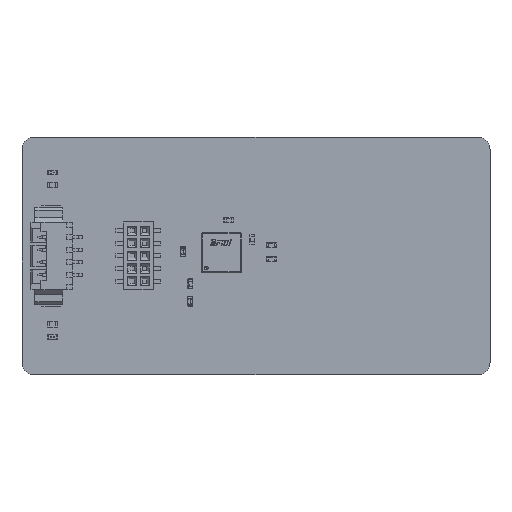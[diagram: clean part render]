
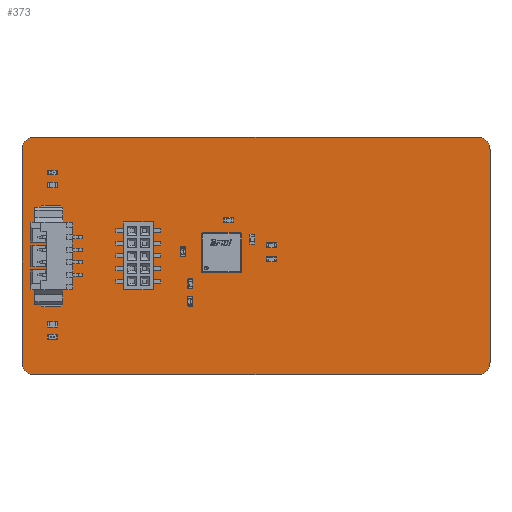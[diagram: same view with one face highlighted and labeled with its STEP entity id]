
A CAD part, top view. The second image highlights one B-rep face of the part: STEP entity #373.
In plain terms, the highlighted planar face has unit normal (0, 0, 1).
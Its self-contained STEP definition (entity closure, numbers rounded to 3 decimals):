
#108 = VERTEX_POINT('',#109);
#109 = CARTESIAN_POINT('',(0.,1.27,1.565));
#115 = EDGE_CURVE('',#108,#116,#118,.T.);
#116 = VERTEX_POINT('',#117);
#117 = CARTESIAN_POINT('',(0.,22.606,1.565));
#118 = LINE('',#119,#120);
#119 = CARTESIAN_POINT('',(0.,1.27,1.565));
#120 = VECTOR('',#121,1.);
#121 = DIRECTION('',(0.,1.,0.));
#146 = EDGE_CURVE('',#116,#147,#149,.T.);
#147 = VERTEX_POINT('',#148);
#148 = CARTESIAN_POINT('',(1.27,23.876,1.565));
#149 = CIRCLE('',#150,1.27);
#150 = AXIS2_PLACEMENT_3D('',#151,#152,#153);
#151 = CARTESIAN_POINT('',(1.27,22.606,1.565));
#152 = DIRECTION('',(0.,0.,-1.));
#153 = DIRECTION('',(-1.,0.,0.));
#179 = EDGE_CURVE('',#147,#180,#182,.T.);
#180 = VERTEX_POINT('',#181);
#181 = CARTESIAN_POINT('',(45.72,23.876,1.565));
#182 = LINE('',#183,#184);
#183 = CARTESIAN_POINT('',(1.27,23.876,1.565));
#184 = VECTOR('',#185,1.);
#185 = DIRECTION('',(1.,0.,0.));
#210 = EDGE_CURVE('',#180,#211,#213,.T.);
#211 = VERTEX_POINT('',#212);
#212 = CARTESIAN_POINT('',(46.99,22.606,1.565));
#213 = CIRCLE('',#214,1.27);
#214 = AXIS2_PLACEMENT_3D('',#215,#216,#217);
#215 = CARTESIAN_POINT('',(45.72,22.606,1.565));
#216 = DIRECTION('',(0.,0.,-1.));
#217 = DIRECTION('',(0.,1.,0.));
#243 = EDGE_CURVE('',#211,#244,#246,.T.);
#244 = VERTEX_POINT('',#245);
#245 = CARTESIAN_POINT('',(46.99,1.27,1.565));
#246 = LINE('',#247,#248);
#247 = CARTESIAN_POINT('',(46.99,22.606,1.565));
#248 = VECTOR('',#249,1.);
#249 = DIRECTION('',(0.,-1.,0.));
#274 = EDGE_CURVE('',#244,#275,#277,.T.);
#275 = VERTEX_POINT('',#276);
#276 = CARTESIAN_POINT('',(45.72,0.,1.565));
#277 = CIRCLE('',#278,1.27);
#278 = AXIS2_PLACEMENT_3D('',#279,#280,#281);
#279 = CARTESIAN_POINT('',(45.72,1.27,1.565));
#280 = DIRECTION('',(0.,0.,-1.));
#281 = DIRECTION('',(1.,0.,0.));
#307 = EDGE_CURVE('',#275,#308,#310,.T.);
#308 = VERTEX_POINT('',#309);
#309 = CARTESIAN_POINT('',(1.27,0.,1.565));
#310 = LINE('',#311,#312);
#311 = CARTESIAN_POINT('',(45.72,0.,1.565));
#312 = VECTOR('',#313,1.);
#313 = DIRECTION('',(-1.,0.,0.));
#338 = EDGE_CURVE('',#308,#108,#339,.T.);
#339 = CIRCLE('',#340,1.27);
#340 = AXIS2_PLACEMENT_3D('',#341,#342,#343);
#341 = CARTESIAN_POINT('',(1.27,1.27,1.565));
#342 = DIRECTION('',(0.,0.,-1.));
#343 = DIRECTION('',(0.,-1.,-0.));
#373 = ADVANCED_FACE('',(#374),#384,.F.);
#374 = FACE_BOUND('',#375,.F.);
#375 = EDGE_LOOP('',(#376,#377,#378,#379,#380,#381,#382,#383));
#376 = ORIENTED_EDGE('',*,*,#115,.T.);
#377 = ORIENTED_EDGE('',*,*,#146,.T.);
#378 = ORIENTED_EDGE('',*,*,#179,.T.);
#379 = ORIENTED_EDGE('',*,*,#210,.T.);
#380 = ORIENTED_EDGE('',*,*,#243,.T.);
#381 = ORIENTED_EDGE('',*,*,#274,.T.);
#382 = ORIENTED_EDGE('',*,*,#307,.T.);
#383 = ORIENTED_EDGE('',*,*,#338,.T.);
#384 = PLANE('',#385);
#385 = AXIS2_PLACEMENT_3D('',#386,#387,#388);
#386 = CARTESIAN_POINT('',(23.495,11.938,1.565));
#387 = DIRECTION('',(-0.,-0.,-1.));
#388 = DIRECTION('',(-1.,0.,0.));
